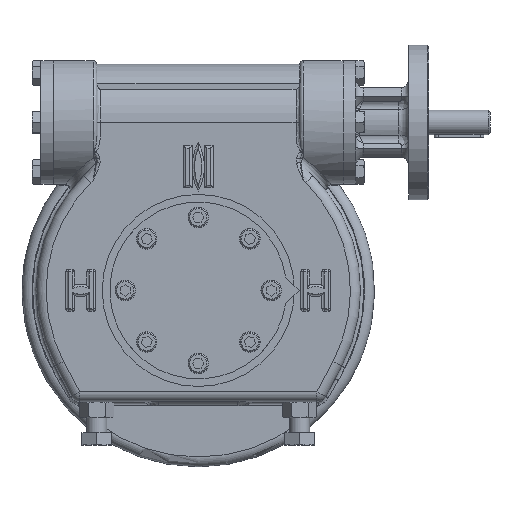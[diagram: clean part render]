
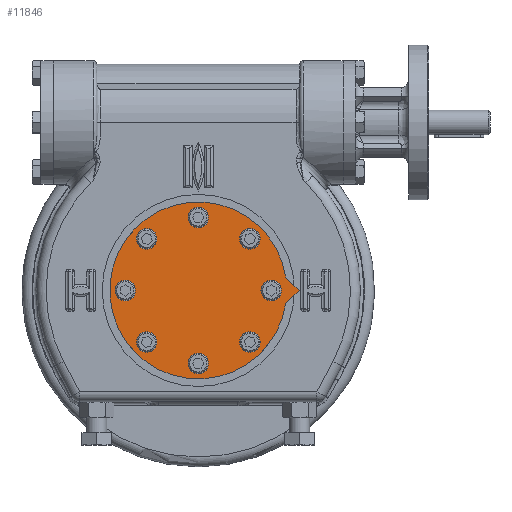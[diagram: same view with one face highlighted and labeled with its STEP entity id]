
A CAD part, top view. The second image highlights one B-rep face of the part: STEP entity #11846.
In plain terms, the highlighted planar face has unit normal (0, 0, 1).
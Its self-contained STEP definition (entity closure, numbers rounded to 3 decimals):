
#1014=CIRCLE('',#13921,71.5);
#1023=CIRCLE('',#13934,5.5);
#1024=CIRCLE('',#13935,5.5);
#1025=CIRCLE('',#13936,5.5);
#1026=CIRCLE('',#13937,5.5);
#1027=CIRCLE('',#13938,5.5);
#1028=CIRCLE('',#13939,5.5);
#1029=CIRCLE('',#13940,5.5);
#1030=CIRCLE('',#13941,5.5);
#2797=ORIENTED_EDGE('',*,*,#5603,.F.);
#2798=ORIENTED_EDGE('',*,*,#5604,.F.);
#2799=ORIENTED_EDGE('',*,*,#5605,.F.);
#2800=ORIENTED_EDGE('',*,*,#5606,.F.);
#2801=ORIENTED_EDGE('',*,*,#5607,.F.);
#2802=ORIENTED_EDGE('',*,*,#5608,.F.);
#2803=ORIENTED_EDGE('',*,*,#5609,.F.);
#2804=ORIENTED_EDGE('',*,*,#5610,.F.);
#2805=ORIENTED_EDGE('',*,*,#5588,.T.);
#2806=ORIENTED_EDGE('',*,*,#5592,.T.);
#2807=ORIENTED_EDGE('',*,*,#5594,.T.);
#5588=EDGE_CURVE('',#7240,#7239,#1014,.T.);
#5592=EDGE_CURVE('',#7239,#7242,#8324,.T.);
#5594=EDGE_CURVE('',#7242,#7240,#8326,.T.);
#5603=EDGE_CURVE('',#7251,#7251,#1023,.T.);
#5604=EDGE_CURVE('',#7252,#7252,#1024,.T.);
#5605=EDGE_CURVE('',#7253,#7253,#1025,.T.);
#5606=EDGE_CURVE('',#7254,#7254,#1026,.T.);
#5607=EDGE_CURVE('',#7255,#7255,#1027,.T.);
#5608=EDGE_CURVE('',#7256,#7256,#1028,.T.);
#5609=EDGE_CURVE('',#7257,#7257,#1029,.T.);
#5610=EDGE_CURVE('',#7258,#7258,#1030,.T.);
#7239=VERTEX_POINT('',#23066);
#7240=VERTEX_POINT('',#23068);
#7242=VERTEX_POINT('',#23074);
#7251=VERTEX_POINT('',#23098);
#7252=VERTEX_POINT('',#23100);
#7253=VERTEX_POINT('',#23102);
#7254=VERTEX_POINT('',#23104);
#7255=VERTEX_POINT('',#23106);
#7256=VERTEX_POINT('',#23108);
#7257=VERTEX_POINT('',#23110);
#7258=VERTEX_POINT('',#23112);
#8324=LINE('',#23075,#9043);
#8326=LINE('',#23078,#9045);
#9043=VECTOR('',#15944,1000.);
#9045=VECTOR('',#15948,1000.);
#9769=EDGE_LOOP('',(#2797));
#9770=EDGE_LOOP('',(#2798));
#9771=EDGE_LOOP('',(#2799));
#9772=EDGE_LOOP('',(#2800));
#9773=EDGE_LOOP('',(#2801));
#9774=EDGE_LOOP('',(#2802));
#9775=EDGE_LOOP('',(#2803));
#9776=EDGE_LOOP('',(#2804));
#9777=EDGE_LOOP('',(#2805,#2806,#2807));
#10705=FACE_BOUND('',#9769,.T.);
#10706=FACE_BOUND('',#9770,.T.);
#10707=FACE_BOUND('',#9771,.T.);
#10708=FACE_BOUND('',#9772,.T.);
#10709=FACE_BOUND('',#9773,.T.);
#10710=FACE_BOUND('',#9774,.T.);
#10711=FACE_BOUND('',#9775,.T.);
#10712=FACE_BOUND('',#9776,.T.);
#10713=FACE_BOUND('',#9777,.T.);
#11392=PLANE('',#13933);
#11846=ADVANCED_FACE('',(#10705,#10706,#10707,#10708,#10709,#10710,#10711,
#10712,#10713),#11392,.T.);
#13921=AXIS2_PLACEMENT_3D('',#23067,#15937,#15938);
#13933=AXIS2_PLACEMENT_3D('',#23096,#15967,#15968);
#13934=AXIS2_PLACEMENT_3D('',#23097,#15969,#15970);
#13935=AXIS2_PLACEMENT_3D('',#23099,#15971,#15972);
#13936=AXIS2_PLACEMENT_3D('',#23101,#15973,#15974);
#13937=AXIS2_PLACEMENT_3D('',#23103,#15975,#15976);
#13938=AXIS2_PLACEMENT_3D('',#23105,#15977,#15978);
#13939=AXIS2_PLACEMENT_3D('',#23107,#15979,#15980);
#13940=AXIS2_PLACEMENT_3D('',#23109,#15981,#15982);
#13941=AXIS2_PLACEMENT_3D('',#23111,#15983,#15984);
#15937=DIRECTION('',(0.,0.,1.));
#15938=DIRECTION('',(1.,0.,0.));
#15944=DIRECTION('',(0.707,0.707,0.));
#15948=DIRECTION('',(-0.707,0.707,0.));
#15967=DIRECTION('',(0.,0.,1.));
#15968=DIRECTION('',(1.,0.,0.));
#15969=DIRECTION('',(0.,0.,1.));
#15970=DIRECTION('',(0.707,0.707,0.));
#15971=DIRECTION('',(0.,0.,1.));
#15972=DIRECTION('',(0.,1.,0.));
#15973=DIRECTION('',(0.,0.,1.));
#15974=DIRECTION('',(-0.707,0.707,0.));
#15975=DIRECTION('',(0.,0.,1.));
#15976=DIRECTION('',(-1.,0.,0.));
#15977=DIRECTION('',(0.,0.,1.));
#15978=DIRECTION('',(-0.707,-0.707,0.));
#15979=DIRECTION('',(0.,0.,1.));
#15980=DIRECTION('',(0.,-1.,0.));
#15981=DIRECTION('',(0.,0.,1.));
#15982=DIRECTION('',(0.707,-0.707,0.));
#15983=DIRECTION('',(0.,0.,1.));
#15984=DIRECTION('',(1.,0.,0.));
#23066=CARTESIAN_POINT('',(70.676,-10.824,50.605));
#23067=CARTESIAN_POINT('',(0.,0.,50.605));
#23068=CARTESIAN_POINT('',(70.676,10.824,50.605));
#23074=CARTESIAN_POINT('',(81.5,0.,50.605));
#23075=CARTESIAN_POINT('',(70.676,-10.824,50.605));
#23078=CARTESIAN_POINT('',(81.5,0.,50.605));
#23096=CARTESIAN_POINT('',(0.,0.,50.605));
#23097=CARTESIAN_POINT('',(-41.719,41.719,50.605));
#23098=CARTESIAN_POINT('',(-37.83,45.608,50.605));
#23099=CARTESIAN_POINT('',(-59.,0.,50.605));
#23100=CARTESIAN_POINT('',(-59.,5.5,50.605));
#23101=CARTESIAN_POINT('',(-41.719,-41.719,50.605));
#23102=CARTESIAN_POINT('',(-45.608,-37.83,50.605));
#23103=CARTESIAN_POINT('',(0.,-59.,50.605));
#23104=CARTESIAN_POINT('',(-5.5,-59.,50.605));
#23105=CARTESIAN_POINT('',(41.719,-41.719,50.605));
#23106=CARTESIAN_POINT('',(37.83,-45.608,50.605));
#23107=CARTESIAN_POINT('',(59.,0.,50.605));
#23108=CARTESIAN_POINT('',(59.,-5.5,50.605));
#23109=CARTESIAN_POINT('',(41.719,41.719,50.605));
#23110=CARTESIAN_POINT('',(45.608,37.83,50.605));
#23111=CARTESIAN_POINT('',(0.,59.,50.605));
#23112=CARTESIAN_POINT('',(5.5,59.,50.605));
